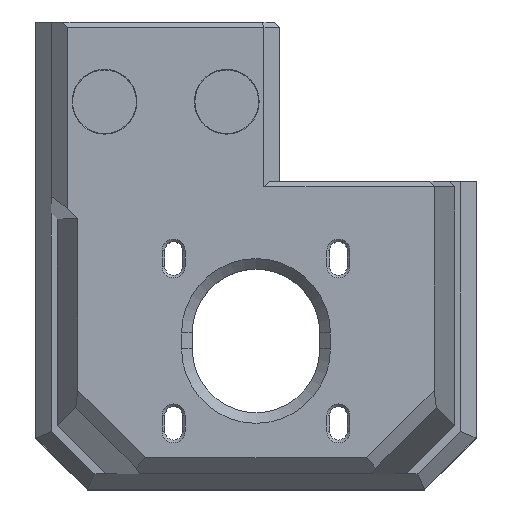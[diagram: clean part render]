
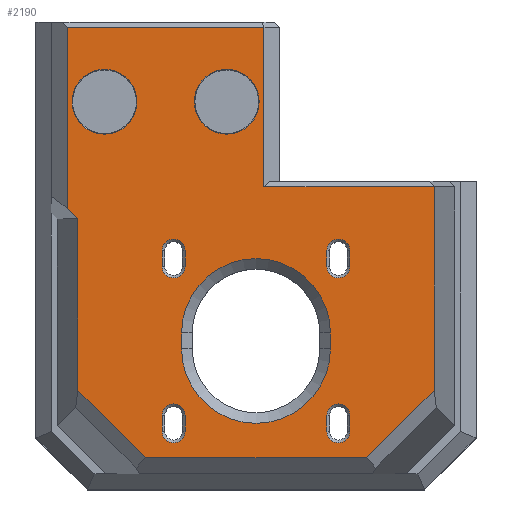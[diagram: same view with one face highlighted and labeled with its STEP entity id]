
A CAD part, top view. The second image highlights one B-rep face of the part: STEP entity #2190.
In plain terms, the highlighted planar face has unit normal (0, 0, 1).
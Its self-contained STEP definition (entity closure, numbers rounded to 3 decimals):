
#57=FACE_BOUND('',#278,.T.);
#58=FACE_BOUND('',#279,.T.);
#59=FACE_BOUND('',#280,.T.);
#60=FACE_BOUND('',#281,.T.);
#61=FACE_BOUND('',#282,.T.);
#62=FACE_BOUND('',#283,.T.);
#63=FACE_BOUND('',#284,.T.);
#81=CIRCLE('',#2336,6.1);
#82=CIRCLE('',#2337,6.1);
#83=CIRCLE('',#2338,2.15);
#84=CIRCLE('',#2339,2.15);
#85=CIRCLE('',#2340,2.15);
#86=CIRCLE('',#2341,2.15);
#87=CIRCLE('',#2342,2.15);
#88=CIRCLE('',#2343,2.15);
#89=CIRCLE('',#2344,2.15);
#90=CIRCLE('',#2345,2.15);
#91=CIRCLE('',#2346,14.);
#92=CIRCLE('',#2347,14.);
#150=FACE_OUTER_BOUND('',#277,.T.);
#277=EDGE_LOOP('',(#1611,#1612,#1613,#1614,#1615,#1616,#1617,#1618,#1619,
#1620));
#278=EDGE_LOOP('',(#1621));
#279=EDGE_LOOP('',(#1622));
#280=EDGE_LOOP('',(#1623,#1624,#1625,#1626));
#281=EDGE_LOOP('',(#1627,#1628,#1629,#1630));
#282=EDGE_LOOP('',(#1631,#1632,#1633,#1634));
#283=EDGE_LOOP('',(#1635,#1636,#1637,#1638));
#284=EDGE_LOOP('',(#1639,#1640,#1641,#1642));
#462=LINE('',#3218,#725);
#495=LINE('',#3288,#758);
#499=LINE('',#3305,#762);
#500=LINE('',#3307,#763);
#501=LINE('',#3308,#764);
#502=LINE('',#3310,#765);
#503=LINE('',#3312,#766);
#504=LINE('',#3314,#767);
#505=LINE('',#3315,#768);
#506=LINE('',#3316,#769);
#507=LINE('',#3323,#770);
#508=LINE('',#3327,#771);
#509=LINE('',#3331,#772);
#510=LINE('',#3335,#773);
#511=LINE('',#3339,#774);
#512=LINE('',#3343,#775);
#513=LINE('',#3347,#776);
#514=LINE('',#3351,#777);
#515=LINE('',#3355,#778);
#516=LINE('',#3359,#779);
#725=VECTOR('',#2580,1000.);
#758=VECTOR('',#2633,1000.);
#762=VECTOR('',#2651,1000.);
#763=VECTOR('',#2652,1000.);
#764=VECTOR('',#2653,1000.);
#765=VECTOR('',#2654,1000.);
#766=VECTOR('',#2655,1000.);
#767=VECTOR('',#2656,1000.);
#768=VECTOR('',#2657,1000.);
#769=VECTOR('',#2658,1000.);
#770=VECTOR('',#2663,1000.);
#771=VECTOR('',#2666,1000.);
#772=VECTOR('',#2669,1000.);
#773=VECTOR('',#2672,1000.);
#774=VECTOR('',#2675,1000.);
#775=VECTOR('',#2678,1000.);
#776=VECTOR('',#2681,1000.);
#777=VECTOR('',#2684,1000.);
#778=VECTOR('',#2687,1000.);
#779=VECTOR('',#2690,1000.);
#970=VERTEX_POINT('',#3215);
#971=VERTEX_POINT('',#3217);
#997=VERTEX_POINT('',#3285);
#998=VERTEX_POINT('',#3287);
#1003=VERTEX_POINT('',#3303);
#1004=VERTEX_POINT('',#3304);
#1005=VERTEX_POINT('',#3306);
#1006=VERTEX_POINT('',#3309);
#1007=VERTEX_POINT('',#3311);
#1008=VERTEX_POINT('',#3313);
#1009=VERTEX_POINT('',#3317);
#1010=VERTEX_POINT('',#3319);
#1011=VERTEX_POINT('',#3321);
#1012=VERTEX_POINT('',#3322);
#1013=VERTEX_POINT('',#3324);
#1014=VERTEX_POINT('',#3326);
#1015=VERTEX_POINT('',#3329);
#1016=VERTEX_POINT('',#3330);
#1017=VERTEX_POINT('',#3332);
#1018=VERTEX_POINT('',#3334);
#1019=VERTEX_POINT('',#3337);
#1020=VERTEX_POINT('',#3338);
#1021=VERTEX_POINT('',#3340);
#1022=VERTEX_POINT('',#3342);
#1023=VERTEX_POINT('',#3345);
#1024=VERTEX_POINT('',#3346);
#1025=VERTEX_POINT('',#3348);
#1026=VERTEX_POINT('',#3350);
#1027=VERTEX_POINT('',#3353);
#1028=VERTEX_POINT('',#3354);
#1029=VERTEX_POINT('',#3356);
#1030=VERTEX_POINT('',#3358);
#1188=EDGE_CURVE('',#970,#971,#462,.T.);
#1223=EDGE_CURVE('',#998,#997,#495,.T.);
#1231=EDGE_CURVE('',#1003,#1004,#499,.T.);
#1232=EDGE_CURVE('',#1004,#1005,#500,.T.);
#1233=EDGE_CURVE('',#1005,#998,#501,.T.);
#1234=EDGE_CURVE('',#997,#1006,#502,.T.);
#1235=EDGE_CURVE('',#1006,#1007,#503,.T.);
#1236=EDGE_CURVE('',#1007,#1008,#504,.T.);
#1237=EDGE_CURVE('',#1008,#971,#505,.T.);
#1238=EDGE_CURVE('',#970,#1003,#506,.T.);
#1239=EDGE_CURVE('',#1009,#1009,#81,.F.);
#1240=EDGE_CURVE('',#1010,#1010,#82,.F.);
#1241=EDGE_CURVE('',#1011,#1012,#507,.T.);
#1242=EDGE_CURVE('',#1012,#1013,#83,.F.);
#1243=EDGE_CURVE('',#1013,#1014,#508,.T.);
#1244=EDGE_CURVE('',#1014,#1011,#84,.F.);
#1245=EDGE_CURVE('',#1015,#1016,#509,.T.);
#1246=EDGE_CURVE('',#1016,#1017,#85,.F.);
#1247=EDGE_CURVE('',#1017,#1018,#510,.T.);
#1248=EDGE_CURVE('',#1018,#1015,#86,.F.);
#1249=EDGE_CURVE('',#1019,#1020,#511,.T.);
#1250=EDGE_CURVE('',#1020,#1021,#87,.F.);
#1251=EDGE_CURVE('',#1021,#1022,#512,.T.);
#1252=EDGE_CURVE('',#1022,#1019,#88,.F.);
#1253=EDGE_CURVE('',#1023,#1024,#513,.T.);
#1254=EDGE_CURVE('',#1024,#1025,#89,.F.);
#1255=EDGE_CURVE('',#1025,#1026,#514,.T.);
#1256=EDGE_CURVE('',#1026,#1023,#90,.F.);
#1257=EDGE_CURVE('',#1027,#1028,#515,.T.);
#1258=EDGE_CURVE('',#1028,#1029,#91,.F.);
#1259=EDGE_CURVE('',#1029,#1030,#516,.T.);
#1260=EDGE_CURVE('',#1030,#1027,#92,.F.);
#1611=ORIENTED_EDGE('',*,*,#1231,.T.);
#1612=ORIENTED_EDGE('',*,*,#1232,.T.);
#1613=ORIENTED_EDGE('',*,*,#1233,.T.);
#1614=ORIENTED_EDGE('',*,*,#1223,.T.);
#1615=ORIENTED_EDGE('',*,*,#1234,.T.);
#1616=ORIENTED_EDGE('',*,*,#1235,.T.);
#1617=ORIENTED_EDGE('',*,*,#1236,.T.);
#1618=ORIENTED_EDGE('',*,*,#1237,.T.);
#1619=ORIENTED_EDGE('',*,*,#1188,.F.);
#1620=ORIENTED_EDGE('',*,*,#1238,.T.);
#1621=ORIENTED_EDGE('',*,*,#1239,.T.);
#1622=ORIENTED_EDGE('',*,*,#1240,.T.);
#1623=ORIENTED_EDGE('',*,*,#1241,.T.);
#1624=ORIENTED_EDGE('',*,*,#1242,.T.);
#1625=ORIENTED_EDGE('',*,*,#1243,.T.);
#1626=ORIENTED_EDGE('',*,*,#1244,.T.);
#1627=ORIENTED_EDGE('',*,*,#1245,.T.);
#1628=ORIENTED_EDGE('',*,*,#1246,.T.);
#1629=ORIENTED_EDGE('',*,*,#1247,.T.);
#1630=ORIENTED_EDGE('',*,*,#1248,.T.);
#1631=ORIENTED_EDGE('',*,*,#1249,.T.);
#1632=ORIENTED_EDGE('',*,*,#1250,.T.);
#1633=ORIENTED_EDGE('',*,*,#1251,.T.);
#1634=ORIENTED_EDGE('',*,*,#1252,.T.);
#1635=ORIENTED_EDGE('',*,*,#1253,.T.);
#1636=ORIENTED_EDGE('',*,*,#1254,.T.);
#1637=ORIENTED_EDGE('',*,*,#1255,.T.);
#1638=ORIENTED_EDGE('',*,*,#1256,.T.);
#1639=ORIENTED_EDGE('',*,*,#1257,.T.);
#1640=ORIENTED_EDGE('',*,*,#1258,.T.);
#1641=ORIENTED_EDGE('',*,*,#1259,.T.);
#1642=ORIENTED_EDGE('',*,*,#1260,.T.);
#2095=PLANE('',#2335);
#2190=ADVANCED_FACE('',(#150,#57,#58,#59,#60,#61,#62,#63),#2095,.T.);
#2335=AXIS2_PLACEMENT_3D('',#3302,#2649,#2650);
#2336=AXIS2_PLACEMENT_3D('',#3318,#2659,#2660);
#2337=AXIS2_PLACEMENT_3D('',#3320,#2661,#2662);
#2338=AXIS2_PLACEMENT_3D('',#3325,#2664,#2665);
#2339=AXIS2_PLACEMENT_3D('',#3328,#2667,#2668);
#2340=AXIS2_PLACEMENT_3D('',#3333,#2670,#2671);
#2341=AXIS2_PLACEMENT_3D('',#3336,#2673,#2674);
#2342=AXIS2_PLACEMENT_3D('',#3341,#2676,#2677);
#2343=AXIS2_PLACEMENT_3D('',#3344,#2679,#2680);
#2344=AXIS2_PLACEMENT_3D('',#3349,#2682,#2683);
#2345=AXIS2_PLACEMENT_3D('',#3352,#2685,#2686);
#2346=AXIS2_PLACEMENT_3D('',#3357,#2688,#2689);
#2347=AXIS2_PLACEMENT_3D('',#3360,#2691,#2692);
#2580=DIRECTION('',(0.,-1.,0.));
#2633=DIRECTION('',(0.716,-0.698,0.));
#2649=DIRECTION('center_axis',(0.,0.,1.));
#2650=DIRECTION('ref_axis',(1.,0.,0.));
#2651=DIRECTION('',(0.,1.,0.));
#2652=DIRECTION('',(-1.,0.,0.));
#2653=DIRECTION('',(0.,-1.,0.));
#2654=DIRECTION('',(0.,-1.,0.));
#2655=DIRECTION('',(0.707,-0.707,0.));
#2656=DIRECTION('',(1.,0.,0.));
#2657=DIRECTION('',(0.707,0.707,0.));
#2658=DIRECTION('',(-1.,0.,0.));
#2659=DIRECTION('center_axis',(0.,0.,1.));
#2660=DIRECTION('ref_axis',(1.,0.,0.));
#2661=DIRECTION('center_axis',(0.,0.,1.));
#2662=DIRECTION('ref_axis',(1.,0.,0.));
#2663=DIRECTION('',(0.,-1.,0.));
#2664=DIRECTION('center_axis',(0.,0.,1.));
#2665=DIRECTION('ref_axis',(1.,0.,0.));
#2666=DIRECTION('',(0.,1.,0.));
#2667=DIRECTION('center_axis',(0.,0.,1.));
#2668=DIRECTION('ref_axis',(1.,0.,0.));
#2669=DIRECTION('',(0.,-1.,0.));
#2670=DIRECTION('center_axis',(0.,0.,1.));
#2671=DIRECTION('ref_axis',(1.,0.,0.));
#2672=DIRECTION('',(0.,1.,0.));
#2673=DIRECTION('center_axis',(0.,0.,1.));
#2674=DIRECTION('ref_axis',(1.,0.,0.));
#2675=DIRECTION('',(0.,-1.,0.));
#2676=DIRECTION('center_axis',(0.,0.,1.));
#2677=DIRECTION('ref_axis',(1.,0.,0.));
#2678=DIRECTION('',(0.,1.,0.));
#2679=DIRECTION('center_axis',(0.,0.,1.));
#2680=DIRECTION('ref_axis',(1.,0.,0.));
#2681=DIRECTION('',(0.,-1.,0.));
#2682=DIRECTION('center_axis',(0.,0.,1.));
#2683=DIRECTION('ref_axis',(1.,0.,0.));
#2684=DIRECTION('',(0.,1.,0.));
#2685=DIRECTION('center_axis',(0.,0.,1.));
#2686=DIRECTION('ref_axis',(1.,0.,0.));
#2687=DIRECTION('',(0.,-1.,0.));
#2688=DIRECTION('center_axis',(0.,0.,1.));
#2689=DIRECTION('ref_axis',(1.,0.,0.));
#2690=DIRECTION('',(0.,1.,0.));
#2691=DIRECTION('center_axis',(0.,0.,1.));
#2692=DIRECTION('ref_axis',(1.,0.,0.));
#3215=CARTESIAN_POINT('',(33.5,29.,26.));
#3217=CARTESIAN_POINT('',(33.5,-9.272,26.));
#3218=CARTESIAN_POINT('',(33.5,30.002,26.));
#3285=CARTESIAN_POINT('',(-33.5,23.,26.));
#3287=CARTESIAN_POINT('',(-35.5,24.95,26.));
#3288=CARTESIAN_POINT('',(-34.781,24.25,26.));
#3302=CARTESIAN_POINT('Origin',(0.,17.5,26.));
#3303=CARTESIAN_POINT('',(1.5,29.,26.));
#3304=CARTESIAN_POINT('',(1.5,59.,26.));
#3305=CARTESIAN_POINT('',(1.5,60.,26.));
#3306=CARTESIAN_POINT('',(-35.5,59.,26.));
#3307=CARTESIAN_POINT('',(-35.5,59.,26.));
#3308=CARTESIAN_POINT('',(-35.5,27.876,26.));
#3309=CARTESIAN_POINT('',(-33.5,-9.272,26.));
#3310=CARTESIAN_POINT('',(-33.5,30.002,26.));
#3311=CARTESIAN_POINT('',(-20.772,-22.,26.));
#3312=CARTESIAN_POINT('',(-30.136,-12.636,26.));
#3313=CARTESIAN_POINT('',(20.772,-22.,26.));
#3314=CARTESIAN_POINT('',(0.,-22.,26.));
#3315=CARTESIAN_POINT('',(30.136,-12.636,26.));
#3316=CARTESIAN_POINT('',(1.5,29.,26.));
#3317=CARTESIAN_POINT('',(-11.6,45.,26.));
#3318=CARTESIAN_POINT('Origin',(-5.5,45.,26.));
#3319=CARTESIAN_POINT('',(-34.6,45.,26.));
#3320=CARTESIAN_POINT('Origin',(-28.5,45.,26.));
#3321=CARTESIAN_POINT('',(17.65,-14.,26.));
#3322=CARTESIAN_POINT('',(17.65,-17.,26.));
#3323=CARTESIAN_POINT('',(17.65,17.5,26.));
#3324=CARTESIAN_POINT('',(13.35,-17.,26.));
#3325=CARTESIAN_POINT('Origin',(15.5,-17.,26.));
#3326=CARTESIAN_POINT('',(13.35,-14.,26.));
#3327=CARTESIAN_POINT('',(13.35,-14.,26.));
#3328=CARTESIAN_POINT('Origin',(15.5,-14.,26.));
#3329=CARTESIAN_POINT('',(17.65,17.,26.));
#3330=CARTESIAN_POINT('',(17.65,14.,26.));
#3331=CARTESIAN_POINT('',(17.65,17.5,26.));
#3332=CARTESIAN_POINT('',(13.35,14.,26.));
#3333=CARTESIAN_POINT('Origin',(15.5,14.,26.));
#3334=CARTESIAN_POINT('',(13.35,17.,26.));
#3335=CARTESIAN_POINT('',(13.35,17.,26.));
#3336=CARTESIAN_POINT('Origin',(15.5,17.,26.));
#3337=CARTESIAN_POINT('',(-13.35,17.,26.));
#3338=CARTESIAN_POINT('',(-13.35,14.,26.));
#3339=CARTESIAN_POINT('',(-13.35,17.5,26.));
#3340=CARTESIAN_POINT('',(-17.65,14.,26.));
#3341=CARTESIAN_POINT('Origin',(-15.5,14.,26.));
#3342=CARTESIAN_POINT('',(-17.65,17.,26.));
#3343=CARTESIAN_POINT('',(-17.65,17.,26.));
#3344=CARTESIAN_POINT('Origin',(-15.5,17.,26.));
#3345=CARTESIAN_POINT('',(-13.35,-14.,26.));
#3346=CARTESIAN_POINT('',(-13.35,-17.,26.));
#3347=CARTESIAN_POINT('',(-13.35,17.5,26.));
#3348=CARTESIAN_POINT('',(-17.65,-17.,26.));
#3349=CARTESIAN_POINT('Origin',(-15.5,-17.,26.));
#3350=CARTESIAN_POINT('',(-17.65,-14.,26.));
#3351=CARTESIAN_POINT('',(-17.65,-14.,26.));
#3352=CARTESIAN_POINT('Origin',(-15.5,-14.,26.));
#3353=CARTESIAN_POINT('',(14.,1.5,26.));
#3354=CARTESIAN_POINT('',(14.,-1.5,26.));
#3355=CARTESIAN_POINT('',(14.,17.5,26.));
#3356=CARTESIAN_POINT('',(-14.,-1.5,26.));
#3357=CARTESIAN_POINT('Origin',(0.,-1.5,26.));
#3358=CARTESIAN_POINT('',(-14.,1.5,26.));
#3359=CARTESIAN_POINT('',(-14.,1.5,26.));
#3360=CARTESIAN_POINT('Origin',(0.,1.5,26.));
